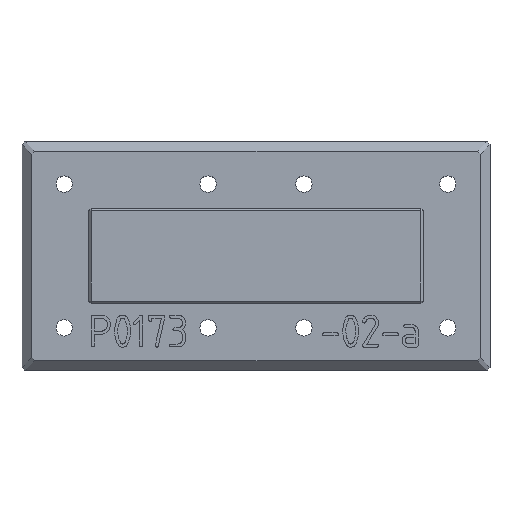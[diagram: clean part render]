
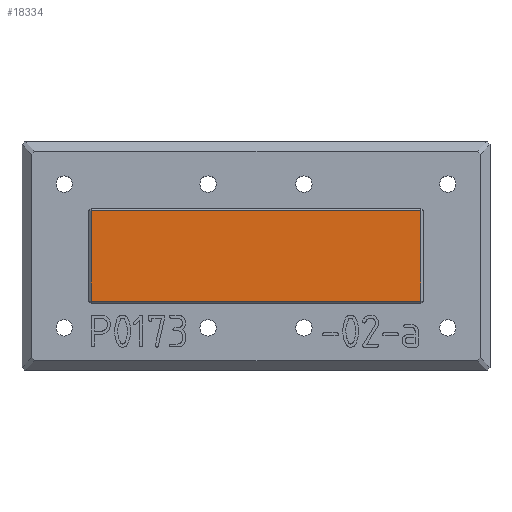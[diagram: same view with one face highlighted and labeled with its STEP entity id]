
A CAD part, top view. The second image highlights one B-rep face of the part: STEP entity #18334.
In plain terms, the highlighted planar face has unit normal (0, 0, 1).
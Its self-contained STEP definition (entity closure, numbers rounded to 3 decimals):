
#13753 = PLANE('',#13754);
#13754 = AXIS2_PLACEMENT_3D('',#13755,#13756,#13757);
#13755 = CARTESIAN_POINT('',(15.1,15.35,5.75));
#13756 = DIRECTION('',(0.,-0.707,0.707));
#13757 = DIRECTION('',(1.,0.,0.));
#13915 = PLANE('',#13916);
#13916 = AXIS2_PLACEMENT_3D('',#13917,#13918,#13919);
#13917 = CARTESIAN_POINT('',(15.35,34.9,5.75));
#13918 = DIRECTION('',(-0.707,0.,0.707));
#13919 = DIRECTION('',(0.,-1.,0.));
#13989 = PLANE('',#13990);
#13990 = AXIS2_PLACEMENT_3D('',#13991,#13992,#13993);
#13991 = CARTESIAN_POINT('',(84.65,15.1,5.75));
#13992 = DIRECTION('',(0.707,0.,0.707));
#13993 = DIRECTION('',(0.,1.,0.));
#14129 = PLANE('',#14130);
#14130 = AXIS2_PLACEMENT_3D('',#14131,#14132,#14133);
#14131 = CARTESIAN_POINT('',(84.9,34.65,5.75));
#14132 = DIRECTION('',(0.,0.707,0.707));
#14133 = DIRECTION('',(-1.,0.,0.));
#16140 = VERTEX_POINT('',#16141);
#16141 = CARTESIAN_POINT('',(15.6,15.6,6.));
#16164 = VERTEX_POINT('',#16165);
#16165 = CARTESIAN_POINT('',(84.4,15.6,6.));
#16186 = EDGE_CURVE('',#16140,#16164,#16187,.T.);
#16187 = SURFACE_CURVE('',#16188,(#16192,#16199),.PCURVE_S1.);
#16188 = LINE('',#16189,#16190);
#16189 = CARTESIAN_POINT('',(15.1,15.6,6.));
#16190 = VECTOR('',#16191,1.);
#16191 = DIRECTION('',(1.,0.,0.));
#16192 = PCURVE('',#13753,#16193);
#16193 = DEFINITIONAL_REPRESENTATION('',(#16194),#16198);
#16194 = LINE('',#16195,#16196);
#16195 = CARTESIAN_POINT('',(0.,0.354));
#16196 = VECTOR('',#16197,1.);
#16197 = DIRECTION('',(1.,0.));
#16198 = ( GEOMETRIC_REPRESENTATION_CONTEXT(2) 
PARAMETRIC_REPRESENTATION_CONTEXT() REPRESENTATION_CONTEXT('2D SPACE',''
  ) );
#16199 = PCURVE('',#16200,#16205);
#16200 = PLANE('',#16201);
#16201 = AXIS2_PLACEMENT_3D('',#16202,#16203,#16204);
#16202 = CARTESIAN_POINT('',(50.,25.,6.));
#16203 = DIRECTION('',(0.,0.,1.));
#16204 = DIRECTION('',(1.,0.,0.));
#16205 = DEFINITIONAL_REPRESENTATION('',(#16206),#16210);
#16206 = LINE('',#16207,#16208);
#16207 = CARTESIAN_POINT('',(-34.9,-9.4));
#16208 = VECTOR('',#16209,1.);
#16209 = DIRECTION('',(1.,0.));
#16210 = ( GEOMETRIC_REPRESENTATION_CONTEXT(2) 
PARAMETRIC_REPRESENTATION_CONTEXT() REPRESENTATION_CONTEXT('2D SPACE',''
  ) );
#16268 = VERTEX_POINT('',#16269);
#16269 = CARTESIAN_POINT('',(15.6,34.4,6.));
#16292 = EDGE_CURVE('',#16268,#16140,#16293,.T.);
#16293 = SURFACE_CURVE('',#16294,(#16298,#16305),.PCURVE_S1.);
#16294 = LINE('',#16295,#16296);
#16295 = CARTESIAN_POINT('',(15.6,34.9,6.));
#16296 = VECTOR('',#16297,1.);
#16297 = DIRECTION('',(0.,-1.,0.));
#16298 = PCURVE('',#13915,#16299);
#16299 = DEFINITIONAL_REPRESENTATION('',(#16300),#16304);
#16300 = LINE('',#16301,#16302);
#16301 = CARTESIAN_POINT('',(0.,0.354));
#16302 = VECTOR('',#16303,1.);
#16303 = DIRECTION('',(1.,0.));
#16304 = ( GEOMETRIC_REPRESENTATION_CONTEXT(2) 
PARAMETRIC_REPRESENTATION_CONTEXT() REPRESENTATION_CONTEXT('2D SPACE',''
  ) );
#16305 = PCURVE('',#16200,#16306);
#16306 = DEFINITIONAL_REPRESENTATION('',(#16307),#16311);
#16307 = LINE('',#16308,#16309);
#16308 = CARTESIAN_POINT('',(-34.4,9.9));
#16309 = VECTOR('',#16310,1.);
#16310 = DIRECTION('',(0.,-1.));
#16311 = ( GEOMETRIC_REPRESENTATION_CONTEXT(2) 
PARAMETRIC_REPRESENTATION_CONTEXT() REPRESENTATION_CONTEXT('2D SPACE',''
  ) );
#16319 = VERTEX_POINT('',#16320);
#16320 = CARTESIAN_POINT('',(84.4,34.4,6.));
#16341 = EDGE_CURVE('',#16164,#16319,#16342,.T.);
#16342 = SURFACE_CURVE('',#16343,(#16347,#16354),.PCURVE_S1.);
#16343 = LINE('',#16344,#16345);
#16344 = CARTESIAN_POINT('',(84.4,15.1,6.));
#16345 = VECTOR('',#16346,1.);
#16346 = DIRECTION('',(0.,1.,0.));
#16347 = PCURVE('',#13989,#16348);
#16348 = DEFINITIONAL_REPRESENTATION('',(#16349),#16353);
#16349 = LINE('',#16350,#16351);
#16350 = CARTESIAN_POINT('',(0.,0.354));
#16351 = VECTOR('',#16352,1.);
#16352 = DIRECTION('',(1.,0.));
#16353 = ( GEOMETRIC_REPRESENTATION_CONTEXT(2) 
PARAMETRIC_REPRESENTATION_CONTEXT() REPRESENTATION_CONTEXT('2D SPACE',''
  ) );
#16354 = PCURVE('',#16200,#16355);
#16355 = DEFINITIONAL_REPRESENTATION('',(#16356),#16360);
#16356 = LINE('',#16357,#16358);
#16357 = CARTESIAN_POINT('',(34.4,-9.9));
#16358 = VECTOR('',#16359,1.);
#16359 = DIRECTION('',(0.,1.));
#16360 = ( GEOMETRIC_REPRESENTATION_CONTEXT(2) 
PARAMETRIC_REPRESENTATION_CONTEXT() REPRESENTATION_CONTEXT('2D SPACE',''
  ) );
#16420 = EDGE_CURVE('',#16319,#16268,#16421,.T.);
#16421 = SURFACE_CURVE('',#16422,(#16426,#16433),.PCURVE_S1.);
#16422 = LINE('',#16423,#16424);
#16423 = CARTESIAN_POINT('',(84.9,34.4,6.));
#16424 = VECTOR('',#16425,1.);
#16425 = DIRECTION('',(-1.,0.,0.));
#16426 = PCURVE('',#14129,#16427);
#16427 = DEFINITIONAL_REPRESENTATION('',(#16428),#16432);
#16428 = LINE('',#16429,#16430);
#16429 = CARTESIAN_POINT('',(0.,0.354));
#16430 = VECTOR('',#16431,1.);
#16431 = DIRECTION('',(1.,0.));
#16432 = ( GEOMETRIC_REPRESENTATION_CONTEXT(2) 
PARAMETRIC_REPRESENTATION_CONTEXT() REPRESENTATION_CONTEXT('2D SPACE',''
  ) );
#16433 = PCURVE('',#16200,#16434);
#16434 = DEFINITIONAL_REPRESENTATION('',(#16435),#16439);
#16435 = LINE('',#16436,#16437);
#16436 = CARTESIAN_POINT('',(34.9,9.4));
#16437 = VECTOR('',#16438,1.);
#16438 = DIRECTION('',(-1.,0.));
#16439 = ( GEOMETRIC_REPRESENTATION_CONTEXT(2) 
PARAMETRIC_REPRESENTATION_CONTEXT() REPRESENTATION_CONTEXT('2D SPACE',''
  ) );
#18334 = ADVANCED_FACE('',(#18335),#16200,.T.);
#18335 = FACE_BOUND('',#18336,.T.);
#18336 = EDGE_LOOP('',(#18337,#18338,#18339,#18340));
#18337 = ORIENTED_EDGE('',*,*,#16292,.T.);
#18338 = ORIENTED_EDGE('',*,*,#16186,.T.);
#18339 = ORIENTED_EDGE('',*,*,#16341,.T.);
#18340 = ORIENTED_EDGE('',*,*,#16420,.T.);
